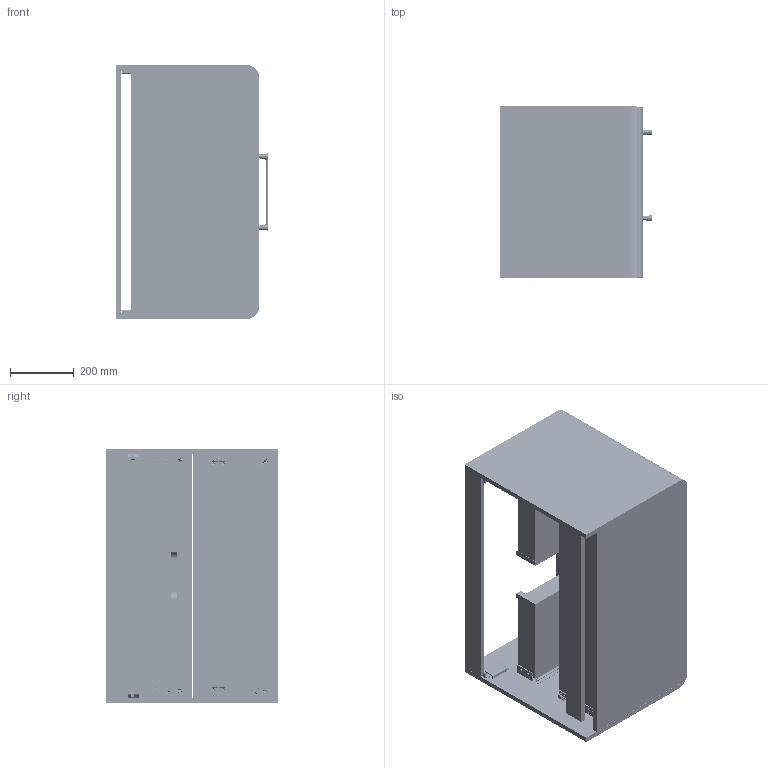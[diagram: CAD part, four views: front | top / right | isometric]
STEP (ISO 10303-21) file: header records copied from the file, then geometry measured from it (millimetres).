
FILE_DESCRIPTION (( 'STEP AP214' ), '1' );
FILE_NAME ('C80DDxx_STP_V10522.STEP', '2022-05-16T07:59:12', ( '' ), ( '' ), 'SwSTEP 2.0', 'SolidWorks 2022', '' );
FILE_SCHEMA (( 'AUTOMOTIVE_DESIGN' ));
Length unit declared in the file: millimetre
Products named in the file (1): C80DDxx_STP_V10522
Bounding box: 477.5 x 540 x 797 mm (x, y, z)
Surface area: 5403967.9 mm2 (no closed solid volume)
Topology: 0 solids, 108 shells, 11194 faces, 29725 edges, 18816 vertices
Faces by surface type: plane 4914, cylinder 4414, bspline 688, torus 540, cone 374, sphere 264
Entity records: 439546 total; most frequent: CARTESIAN_POINT 162852, ORIENTED_EDGE 59074, DIRECTION 56668, EDGE_CURVE 29545, AXIS2_PLACEMENT_3D 19725, VERTEX_POINT 18791, VECTOR 17218, LINE 17218
